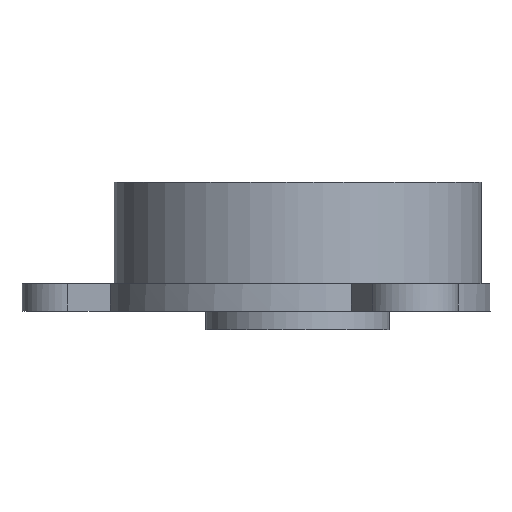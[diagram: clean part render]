
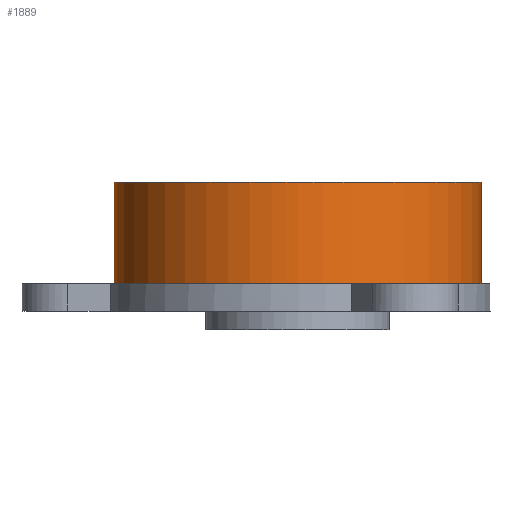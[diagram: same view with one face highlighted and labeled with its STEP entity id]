
A CAD part, left-side view. The second image highlights one B-rep face of the part: STEP entity #1889.
In plain terms, the highlighted free-form (B-spline) face has degree [2, 1] with [9, 2] control points.
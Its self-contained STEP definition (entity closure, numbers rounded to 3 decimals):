
#172 = EDGE_CURVE('',#173,#173,#175,.T.);
#173 = VERTEX_POINT('',#174);
#174 = CARTESIAN_POINT('',(-27.892,0.,
    22.314));
#175 = ( BOUNDED_CURVE() B_SPLINE_CURVE(2,(#176,#177,#178,#179,#180,#181
,#182),.UNSPECIFIED.,.T.,.F.) B_SPLINE_CURVE_WITH_KNOTS((3,2,2,3),(
    3.142,5.236,7.33,9.425),
.PIECEWISE_BEZIER_KNOTS.) CURVE() GEOMETRIC_REPRESENTATION_ITEM() 
RATIONAL_B_SPLINE_CURVE((1.,0.5,1.,0.5,1.,0.5,1.)) REPRESENTATION_ITEM(
  '') );
#176 = CARTESIAN_POINT('',(-27.892,0.,
    22.314));
#177 = CARTESIAN_POINT('',(-27.892,-48.311,
    22.314));
#178 = CARTESIAN_POINT('',(13.946,-24.155,
    22.314));
#179 = CARTESIAN_POINT('',(55.784,0.,
    22.314));
#180 = CARTESIAN_POINT('',(13.946,24.155,
    22.314));
#181 = CARTESIAN_POINT('',(-27.892,48.311,
    22.314));
#182 = CARTESIAN_POINT('',(-27.892,0.,
    22.314));
#1789 = EDGE_CURVE('',#1790,#1790,#1792,.T.);
#1790 = VERTEX_POINT('',#1791);
#1791 = CARTESIAN_POINT('',(-27.892,0.,
    6.973));
#1792 = ( BOUNDED_CURVE() B_SPLINE_CURVE(2,(#1793,#1794,#1795,#1796,
#1797,#1798,#1799),.UNSPECIFIED.,.T.,.F.) B_SPLINE_CURVE_WITH_KNOTS((3,2
    ,2,3),(3.142,5.236,7.33,9.425),
.PIECEWISE_BEZIER_KNOTS.) CURVE() GEOMETRIC_REPRESENTATION_ITEM() 
RATIONAL_B_SPLINE_CURVE((1.,0.5,1.,0.5,1.,0.5,1.)) REPRESENTATION_ITEM(
  '') );
#1793 = CARTESIAN_POINT('',(-27.892,0.,
    6.973));
#1794 = CARTESIAN_POINT('',(-27.892,-48.311,
    6.973));
#1795 = CARTESIAN_POINT('',(13.946,-24.155,
    6.973));
#1796 = CARTESIAN_POINT('',(55.784,0.,
    6.973));
#1797 = CARTESIAN_POINT('',(13.946,24.155,
    6.973));
#1798 = CARTESIAN_POINT('',(-27.892,48.311,
    6.973));
#1799 = CARTESIAN_POINT('',(-27.892,0.,
    6.973));
#1889 = ADVANCED_FACE('',(#1890),#1900,.T.);
#1890 = FACE_BOUND('',#1891,.T.);
#1891 = EDGE_LOOP('',(#1892,#1893,#1898,#1899));
#1892 = ORIENTED_EDGE('',*,*,#172,.F.);
#1893 = ORIENTED_EDGE('',*,*,#1894,.T.);
#1894 = EDGE_CURVE('',#173,#1790,#1895,.T.);
#1895 = B_SPLINE_CURVE_WITH_KNOTS('',1,(#1896,#1897),.UNSPECIFIED.,.F.,
  .F.,(2,2),(-7.,4.),.PIECEWISE_BEZIER_KNOTS.);
#1896 = CARTESIAN_POINT('',(-27.892,0.,
    22.314));
#1897 = CARTESIAN_POINT('',(-27.892,0.,
    6.973));
#1898 = ORIENTED_EDGE('',*,*,#1789,.T.);
#1899 = ORIENTED_EDGE('',*,*,#1894,.F.);
#1900 = ( BOUNDED_SURFACE() B_SPLINE_SURFACE(2,1,(
    (#1901,#1902)
    ,(#1903,#1904)
    ,(#1905,#1906)
    ,(#1907,#1908)
    ,(#1909,#1910)
    ,(#1911,#1912)
    ,(#1913,#1914)
    ,(#1915,#1916)
    ,(#1917,#1918
)),.UNSPECIFIED.,.T.,.F.,.F.) B_SPLINE_SURFACE_WITH_KNOTS((3,2,2,2,3),(2
    ,2),(-3.142,-2.094,0.,2.094,3.142)
,(-4.,7.),.UNSPECIFIED.) GEOMETRIC_REPRESENTATION_ITEM() 
RATIONAL_B_SPLINE_SURFACE((
    (0.75,0.75)
    ,(0.75,0.75)
    ,(1.,1.)
    ,(0.5,0.5)
    ,(1.,1.)
    ,(0.5,0.5)
    ,(1.,1.)
    ,(0.75,0.75)
,(0.75,0.75))) REPRESENTATION_ITEM('') SURFACE() );
#1901 = CARTESIAN_POINT('',(-27.892,0.,6.973));
#1902 = CARTESIAN_POINT('',(-27.892,0.,22.314));
#1903 = CARTESIAN_POINT('',(-27.892,-16.104,
    6.973));
#1904 = CARTESIAN_POINT('',(-27.892,-16.104,
    22.314));
#1905 = CARTESIAN_POINT('',(-13.946,-24.155,
    6.973));
#1906 = CARTESIAN_POINT('',(-13.946,-24.155,
    22.314));
#1907 = CARTESIAN_POINT('',(27.892,-48.311,
    6.973));
#1908 = CARTESIAN_POINT('',(27.892,-48.311,
    22.314));
#1909 = CARTESIAN_POINT('',(27.892,0.,6.973));
#1910 = CARTESIAN_POINT('',(27.892,0.,22.314));
#1911 = CARTESIAN_POINT('',(27.892,48.311,
    6.973));
#1912 = CARTESIAN_POINT('',(27.892,48.311,
    22.314));
#1913 = CARTESIAN_POINT('',(-13.946,24.155,
    6.973));
#1914 = CARTESIAN_POINT('',(-13.946,24.155,
    22.314));
#1915 = CARTESIAN_POINT('',(-27.892,16.104,
    6.973));
#1916 = CARTESIAN_POINT('',(-27.892,16.104,
    22.314));
#1917 = CARTESIAN_POINT('',(-27.892,0.,6.973));
#1918 = CARTESIAN_POINT('',(-27.892,0.,22.314));
